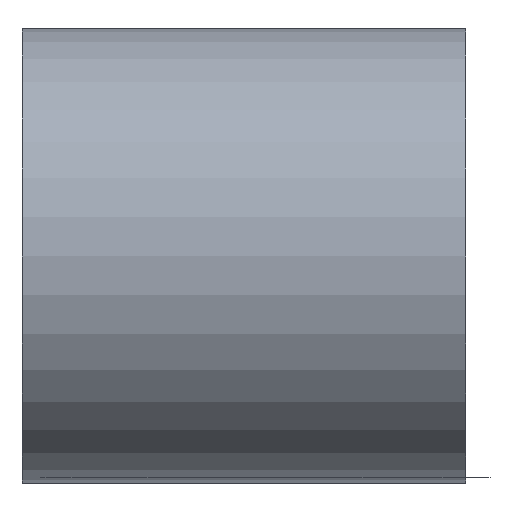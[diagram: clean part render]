
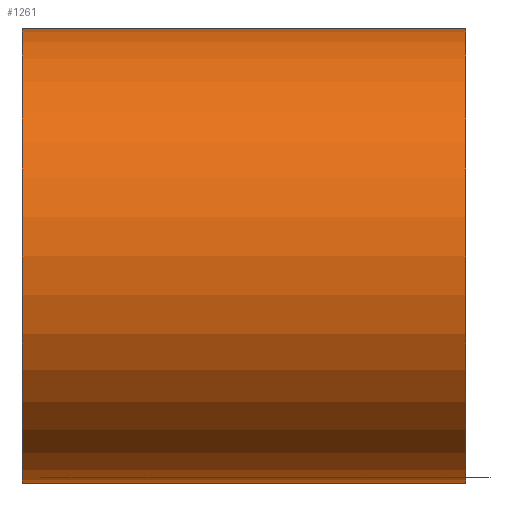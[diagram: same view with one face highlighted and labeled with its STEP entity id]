
A CAD part, left-side view. The second image highlights one B-rep face of the part: STEP entity #1261.
In plain terms, the highlighted cylindrical face has radius 4.25 mm (diameter 8.5 mm), a partial arc.
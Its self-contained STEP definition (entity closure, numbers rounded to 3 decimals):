
#1261 = ADVANCED_FACE('',(#1262),#1298,.T.);
#1262 = FACE_BOUND('',#1263,.F.);
#1263 = EDGE_LOOP('',(#1264,#1274,#1283,#1291));
#1264 = ORIENTED_EDGE('',*,*,#1265,.T.);
#1265 = EDGE_CURVE('',#1266,#1268,#1270,.T.);
#1266 = VERTEX_POINT('',#1267);
#1267 = CARTESIAN_POINT('',(-2.925,4.5,8.4));
#1268 = VERTEX_POINT('',#1269);
#1269 = CARTESIAN_POINT('',(-2.925,-3.8,8.4));
#1270 = LINE('',#1271,#1272);
#1271 = CARTESIAN_POINT('',(-2.925,4.5,8.4));
#1272 = VECTOR('',#1273,1.);
#1273 = DIRECTION('',(0.,-1.,0.));
#1274 = ORIENTED_EDGE('',*,*,#1275,.T.);
#1275 = EDGE_CURVE('',#1268,#1276,#1278,.T.);
#1276 = VERTEX_POINT('',#1277);
#1277 = CARTESIAN_POINT('',(-2.925,-3.8,-0.1));
#1278 = CIRCLE('',#1279,4.25);
#1279 = AXIS2_PLACEMENT_3D('',#1280,#1281,#1282);
#1280 = CARTESIAN_POINT('',(-2.925,-3.8,4.15));
#1281 = DIRECTION('',(0.,-1.,0.));
#1282 = DIRECTION('',(1.,0.,0.));
#1283 = ORIENTED_EDGE('',*,*,#1284,.F.);
#1284 = EDGE_CURVE('',#1285,#1276,#1287,.T.);
#1285 = VERTEX_POINT('',#1286);
#1286 = CARTESIAN_POINT('',(-2.925,4.5,-0.1));
#1287 = LINE('',#1288,#1289);
#1288 = CARTESIAN_POINT('',(-2.925,4.5,-0.1));
#1289 = VECTOR('',#1290,1.);
#1290 = DIRECTION('',(0.,-1.,0.));
#1291 = ORIENTED_EDGE('',*,*,#1292,.F.);
#1292 = EDGE_CURVE('',#1266,#1285,#1293,.T.);
#1293 = CIRCLE('',#1294,4.25);
#1294 = AXIS2_PLACEMENT_3D('',#1295,#1296,#1297);
#1295 = CARTESIAN_POINT('',(-2.925,4.5,4.15));
#1296 = DIRECTION('',(0.,-1.,0.));
#1297 = DIRECTION('',(1.,0.,0.));
#1298 = CYLINDRICAL_SURFACE('',#1299,4.25);
#1299 = AXIS2_PLACEMENT_3D('',#1300,#1301,#1302);
#1300 = CARTESIAN_POINT('',(-2.925,4.5,4.15));
#1301 = DIRECTION('',(-0.,1.,0.));
#1302 = DIRECTION('',(1.,0.,0.));
